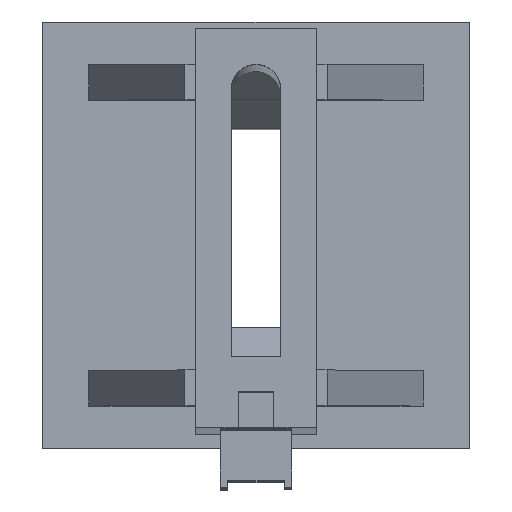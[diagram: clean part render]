
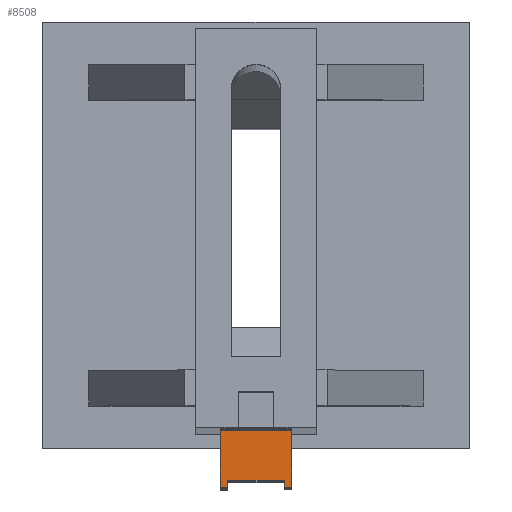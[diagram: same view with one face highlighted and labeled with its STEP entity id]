
A CAD part, top view. The second image highlights one B-rep face of the part: STEP entity #8508.
In plain terms, the highlighted planar face has unit normal (0, 0, 1).
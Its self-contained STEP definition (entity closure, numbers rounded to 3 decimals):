
#1904 = PLANE('',#1905);
#1905 = AXIS2_PLACEMENT_3D('',#1906,#1907,#1908);
#1906 = CARTESIAN_POINT('',(-0.85,0.,0.));
#1907 = DIRECTION('',(0.,1.,0.));
#1908 = DIRECTION('',(1.,0.,0.));
#3190 = VERTEX_POINT('',#3191);
#3191 = CARTESIAN_POINT('',(-0.5,0.,34.));
#3205 = PLANE('',#3206);
#3206 = AXIS2_PLACEMENT_3D('',#3207,#3208,#3209);
#3207 = CARTESIAN_POINT('',(-0.5,0.,32.));
#3208 = DIRECTION('',(1.,0.,0.));
#3209 = DIRECTION('',(0.,-1.,0.));
#3246 = VERTEX_POINT('',#3247);
#3247 = CARTESIAN_POINT('',(0.5,0.,34.));
#3261 = PLANE('',#3262);
#3262 = AXIS2_PLACEMENT_3D('',#3263,#3264,#3265);
#3263 = CARTESIAN_POINT('',(0.5,-0.8,32.));
#3264 = DIRECTION('',(-1.,0.,0.));
#3265 = DIRECTION('',(0.,1.,0.));
#3273 = EDGE_CURVE('',#3246,#3190,#3274,.T.);
#3274 = SURFACE_CURVE('',#3275,(#3279,#3286),.PCURVE_S1.);
#3275 = LINE('',#3276,#3277);
#3276 = CARTESIAN_POINT('',(0.5,0.,34.));
#3277 = VECTOR('',#3278,1.);
#3278 = DIRECTION('',(-1.,0.,0.));
#3279 = PCURVE('',#1904,#3280);
#3280 = DEFINITIONAL_REPRESENTATION('',(#3281),#3285);
#3281 = LINE('',#3282,#3283);
#3282 = CARTESIAN_POINT('',(1.35,-34.));
#3283 = VECTOR('',#3284,1.);
#3284 = DIRECTION('',(-1.,0.));
#3285 = ( GEOMETRIC_REPRESENTATION_CONTEXT(2) 
PARAMETRIC_REPRESENTATION_CONTEXT() REPRESENTATION_CONTEXT('2D SPACE',''
  ) );
#3286 = PCURVE('',#3287,#3292);
#3287 = PLANE('',#3288);
#3288 = AXIS2_PLACEMENT_3D('',#3289,#3290,#3291);
#3289 = CARTESIAN_POINT('',(0.,-0.397,34.));
#3290 = DIRECTION('',(0.,0.,1.));
#3291 = DIRECTION('',(1.,0.,0.));
#3292 = DEFINITIONAL_REPRESENTATION('',(#3293),#3297);
#3293 = LINE('',#3294,#3295);
#3294 = CARTESIAN_POINT('',(0.5,0.397));
#3295 = VECTOR('',#3296,1.);
#3296 = DIRECTION('',(-1.,0.));
#3297 = ( GEOMETRIC_REPRESENTATION_CONTEXT(2) 
PARAMETRIC_REPRESENTATION_CONTEXT() REPRESENTATION_CONTEXT('2D SPACE',''
  ) );
#8276 = EDGE_CURVE('',#3190,#8277,#8279,.T.);
#8277 = VERTEX_POINT('',#8278);
#8278 = CARTESIAN_POINT('',(-0.5,-0.8,34.));
#8279 = SURFACE_CURVE('',#8280,(#8284,#8291),.PCURVE_S1.);
#8280 = LINE('',#8281,#8282);
#8281 = CARTESIAN_POINT('',(-0.5,0.,34.));
#8282 = VECTOR('',#8283,1.);
#8283 = DIRECTION('',(0.,-1.,0.));
#8284 = PCURVE('',#3205,#8285);
#8285 = DEFINITIONAL_REPRESENTATION('',(#8286),#8290);
#8286 = LINE('',#8287,#8288);
#8287 = CARTESIAN_POINT('',(0.,-2.));
#8288 = VECTOR('',#8289,1.);
#8289 = DIRECTION('',(1.,0.));
#8290 = ( GEOMETRIC_REPRESENTATION_CONTEXT(2) 
PARAMETRIC_REPRESENTATION_CONTEXT() REPRESENTATION_CONTEXT('2D SPACE',''
  ) );
#8291 = PCURVE('',#3287,#8292);
#8292 = DEFINITIONAL_REPRESENTATION('',(#8293),#8297);
#8293 = LINE('',#8294,#8295);
#8294 = CARTESIAN_POINT('',(-0.5,0.397));
#8295 = VECTOR('',#8296,1.);
#8296 = DIRECTION('',(0.,-1.));
#8297 = ( GEOMETRIC_REPRESENTATION_CONTEXT(2) 
PARAMETRIC_REPRESENTATION_CONTEXT() REPRESENTATION_CONTEXT('2D SPACE',''
  ) );
#8315 = PLANE('',#8316);
#8316 = AXIS2_PLACEMENT_3D('',#8317,#8318,#8319);
#8317 = CARTESIAN_POINT('',(-0.5,-0.8,32.));
#8318 = DIRECTION('',(0.,1.,0.));
#8319 = DIRECTION('',(1.,0.,0.));
#8391 = PLANE('',#8392);
#8392 = AXIS2_PLACEMENT_3D('',#8393,#8394,#8395);
#8393 = CARTESIAN_POINT('',(-0.4,-0.8,32.));
#8394 = DIRECTION('',(-1.,0.,0.));
#8395 = DIRECTION('',(0.,1.,0.));
#8419 = PLANE('',#8420);
#8420 = AXIS2_PLACEMENT_3D('',#8421,#8422,#8423);
#8421 = CARTESIAN_POINT('',(-0.4,-0.7,32.));
#8422 = DIRECTION('',(0.,1.,0.));
#8423 = DIRECTION('',(1.,0.,0.));
#8447 = PLANE('',#8448);
#8448 = AXIS2_PLACEMENT_3D('',#8449,#8450,#8451);
#8449 = CARTESIAN_POINT('',(0.4,-0.7,32.));
#8450 = DIRECTION('',(1.,0.,0.));
#8451 = DIRECTION('',(0.,-1.,0.));
#8475 = PLANE('',#8476);
#8476 = AXIS2_PLACEMENT_3D('',#8477,#8478,#8479);
#8477 = CARTESIAN_POINT('',(0.4,-0.8,32.));
#8478 = DIRECTION('',(0.,1.,0.));
#8479 = DIRECTION('',(1.,0.,0.));
#8508 = ADVANCED_FACE('',(#8509),#3287,.T.);
#8509 = FACE_BOUND('',#8510,.T.);
#8510 = EDGE_LOOP('',(#8511,#8512,#8535,#8558,#8581,#8604,#8627,#8648));
#8511 = ORIENTED_EDGE('',*,*,#8276,.T.);
#8512 = ORIENTED_EDGE('',*,*,#8513,.T.);
#8513 = EDGE_CURVE('',#8277,#8514,#8516,.T.);
#8514 = VERTEX_POINT('',#8515);
#8515 = CARTESIAN_POINT('',(-0.4,-0.8,34.));
#8516 = SURFACE_CURVE('',#8517,(#8521,#8528),.PCURVE_S1.);
#8517 = LINE('',#8518,#8519);
#8518 = CARTESIAN_POINT('',(-0.5,-0.8,34.));
#8519 = VECTOR('',#8520,1.);
#8520 = DIRECTION('',(1.,0.,0.));
#8521 = PCURVE('',#3287,#8522);
#8522 = DEFINITIONAL_REPRESENTATION('',(#8523),#8527);
#8523 = LINE('',#8524,#8525);
#8524 = CARTESIAN_POINT('',(-0.5,-0.403));
#8525 = VECTOR('',#8526,1.);
#8526 = DIRECTION('',(1.,0.));
#8527 = ( GEOMETRIC_REPRESENTATION_CONTEXT(2) 
PARAMETRIC_REPRESENTATION_CONTEXT() REPRESENTATION_CONTEXT('2D SPACE',''
  ) );
#8528 = PCURVE('',#8315,#8529);
#8529 = DEFINITIONAL_REPRESENTATION('',(#8530),#8534);
#8530 = LINE('',#8531,#8532);
#8531 = CARTESIAN_POINT('',(0.,-2.));
#8532 = VECTOR('',#8533,1.);
#8533 = DIRECTION('',(1.,0.));
#8534 = ( GEOMETRIC_REPRESENTATION_CONTEXT(2) 
PARAMETRIC_REPRESENTATION_CONTEXT() REPRESENTATION_CONTEXT('2D SPACE',''
  ) );
#8535 = ORIENTED_EDGE('',*,*,#8536,.T.);
#8536 = EDGE_CURVE('',#8514,#8537,#8539,.T.);
#8537 = VERTEX_POINT('',#8538);
#8538 = CARTESIAN_POINT('',(-0.4,-0.7,34.));
#8539 = SURFACE_CURVE('',#8540,(#8544,#8551),.PCURVE_S1.);
#8540 = LINE('',#8541,#8542);
#8541 = CARTESIAN_POINT('',(-0.4,-0.8,34.));
#8542 = VECTOR('',#8543,1.);
#8543 = DIRECTION('',(0.,1.,0.));
#8544 = PCURVE('',#3287,#8545);
#8545 = DEFINITIONAL_REPRESENTATION('',(#8546),#8550);
#8546 = LINE('',#8547,#8548);
#8547 = CARTESIAN_POINT('',(-0.4,-0.403));
#8548 = VECTOR('',#8549,1.);
#8549 = DIRECTION('',(0.,1.));
#8550 = ( GEOMETRIC_REPRESENTATION_CONTEXT(2) 
PARAMETRIC_REPRESENTATION_CONTEXT() REPRESENTATION_CONTEXT('2D SPACE',''
  ) );
#8551 = PCURVE('',#8391,#8552);
#8552 = DEFINITIONAL_REPRESENTATION('',(#8553),#8557);
#8553 = LINE('',#8554,#8555);
#8554 = CARTESIAN_POINT('',(0.,-2.));
#8555 = VECTOR('',#8556,1.);
#8556 = DIRECTION('',(1.,0.));
#8557 = ( GEOMETRIC_REPRESENTATION_CONTEXT(2) 
PARAMETRIC_REPRESENTATION_CONTEXT() REPRESENTATION_CONTEXT('2D SPACE',''
  ) );
#8558 = ORIENTED_EDGE('',*,*,#8559,.T.);
#8559 = EDGE_CURVE('',#8537,#8560,#8562,.T.);
#8560 = VERTEX_POINT('',#8561);
#8561 = CARTESIAN_POINT('',(0.4,-0.7,34.));
#8562 = SURFACE_CURVE('',#8563,(#8567,#8574),.PCURVE_S1.);
#8563 = LINE('',#8564,#8565);
#8564 = CARTESIAN_POINT('',(-0.4,-0.7,34.));
#8565 = VECTOR('',#8566,1.);
#8566 = DIRECTION('',(1.,0.,0.));
#8567 = PCURVE('',#3287,#8568);
#8568 = DEFINITIONAL_REPRESENTATION('',(#8569),#8573);
#8569 = LINE('',#8570,#8571);
#8570 = CARTESIAN_POINT('',(-0.4,-0.303));
#8571 = VECTOR('',#8572,1.);
#8572 = DIRECTION('',(1.,0.));
#8573 = ( GEOMETRIC_REPRESENTATION_CONTEXT(2) 
PARAMETRIC_REPRESENTATION_CONTEXT() REPRESENTATION_CONTEXT('2D SPACE',''
  ) );
#8574 = PCURVE('',#8419,#8575);
#8575 = DEFINITIONAL_REPRESENTATION('',(#8576),#8580);
#8576 = LINE('',#8577,#8578);
#8577 = CARTESIAN_POINT('',(0.,-2.));
#8578 = VECTOR('',#8579,1.);
#8579 = DIRECTION('',(1.,0.));
#8580 = ( GEOMETRIC_REPRESENTATION_CONTEXT(2) 
PARAMETRIC_REPRESENTATION_CONTEXT() REPRESENTATION_CONTEXT('2D SPACE',''
  ) );
#8581 = ORIENTED_EDGE('',*,*,#8582,.T.);
#8582 = EDGE_CURVE('',#8560,#8583,#8585,.T.);
#8583 = VERTEX_POINT('',#8584);
#8584 = CARTESIAN_POINT('',(0.4,-0.8,34.));
#8585 = SURFACE_CURVE('',#8586,(#8590,#8597),.PCURVE_S1.);
#8586 = LINE('',#8587,#8588);
#8587 = CARTESIAN_POINT('',(0.4,-0.7,34.));
#8588 = VECTOR('',#8589,1.);
#8589 = DIRECTION('',(0.,-1.,0.));
#8590 = PCURVE('',#3287,#8591);
#8591 = DEFINITIONAL_REPRESENTATION('',(#8592),#8596);
#8592 = LINE('',#8593,#8594);
#8593 = CARTESIAN_POINT('',(0.4,-0.303));
#8594 = VECTOR('',#8595,1.);
#8595 = DIRECTION('',(0.,-1.));
#8596 = ( GEOMETRIC_REPRESENTATION_CONTEXT(2) 
PARAMETRIC_REPRESENTATION_CONTEXT() REPRESENTATION_CONTEXT('2D SPACE',''
  ) );
#8597 = PCURVE('',#8447,#8598);
#8598 = DEFINITIONAL_REPRESENTATION('',(#8599),#8603);
#8599 = LINE('',#8600,#8601);
#8600 = CARTESIAN_POINT('',(0.,-2.));
#8601 = VECTOR('',#8602,1.);
#8602 = DIRECTION('',(1.,0.));
#8603 = ( GEOMETRIC_REPRESENTATION_CONTEXT(2) 
PARAMETRIC_REPRESENTATION_CONTEXT() REPRESENTATION_CONTEXT('2D SPACE',''
  ) );
#8604 = ORIENTED_EDGE('',*,*,#8605,.T.);
#8605 = EDGE_CURVE('',#8583,#8606,#8608,.T.);
#8606 = VERTEX_POINT('',#8607);
#8607 = CARTESIAN_POINT('',(0.5,-0.8,34.));
#8608 = SURFACE_CURVE('',#8609,(#8613,#8620),.PCURVE_S1.);
#8609 = LINE('',#8610,#8611);
#8610 = CARTESIAN_POINT('',(0.4,-0.8,34.));
#8611 = VECTOR('',#8612,1.);
#8612 = DIRECTION('',(1.,0.,0.));
#8613 = PCURVE('',#3287,#8614);
#8614 = DEFINITIONAL_REPRESENTATION('',(#8615),#8619);
#8615 = LINE('',#8616,#8617);
#8616 = CARTESIAN_POINT('',(0.4,-0.403));
#8617 = VECTOR('',#8618,1.);
#8618 = DIRECTION('',(1.,0.));
#8619 = ( GEOMETRIC_REPRESENTATION_CONTEXT(2) 
PARAMETRIC_REPRESENTATION_CONTEXT() REPRESENTATION_CONTEXT('2D SPACE',''
  ) );
#8620 = PCURVE('',#8475,#8621);
#8621 = DEFINITIONAL_REPRESENTATION('',(#8622),#8626);
#8622 = LINE('',#8623,#8624);
#8623 = CARTESIAN_POINT('',(0.,-2.));
#8624 = VECTOR('',#8625,1.);
#8625 = DIRECTION('',(1.,0.));
#8626 = ( GEOMETRIC_REPRESENTATION_CONTEXT(2) 
PARAMETRIC_REPRESENTATION_CONTEXT() REPRESENTATION_CONTEXT('2D SPACE',''
  ) );
#8627 = ORIENTED_EDGE('',*,*,#8628,.T.);
#8628 = EDGE_CURVE('',#8606,#3246,#8629,.T.);
#8629 = SURFACE_CURVE('',#8630,(#8634,#8641),.PCURVE_S1.);
#8630 = LINE('',#8631,#8632);
#8631 = CARTESIAN_POINT('',(0.5,-0.8,34.));
#8632 = VECTOR('',#8633,1.);
#8633 = DIRECTION('',(0.,1.,0.));
#8634 = PCURVE('',#3287,#8635);
#8635 = DEFINITIONAL_REPRESENTATION('',(#8636),#8640);
#8636 = LINE('',#8637,#8638);
#8637 = CARTESIAN_POINT('',(0.5,-0.403));
#8638 = VECTOR('',#8639,1.);
#8639 = DIRECTION('',(0.,1.));
#8640 = ( GEOMETRIC_REPRESENTATION_CONTEXT(2) 
PARAMETRIC_REPRESENTATION_CONTEXT() REPRESENTATION_CONTEXT('2D SPACE',''
  ) );
#8641 = PCURVE('',#3261,#8642);
#8642 = DEFINITIONAL_REPRESENTATION('',(#8643),#8647);
#8643 = LINE('',#8644,#8645);
#8644 = CARTESIAN_POINT('',(0.,-2.));
#8645 = VECTOR('',#8646,1.);
#8646 = DIRECTION('',(1.,0.));
#8647 = ( GEOMETRIC_REPRESENTATION_CONTEXT(2) 
PARAMETRIC_REPRESENTATION_CONTEXT() REPRESENTATION_CONTEXT('2D SPACE',''
  ) );
#8648 = ORIENTED_EDGE('',*,*,#3273,.T.);
